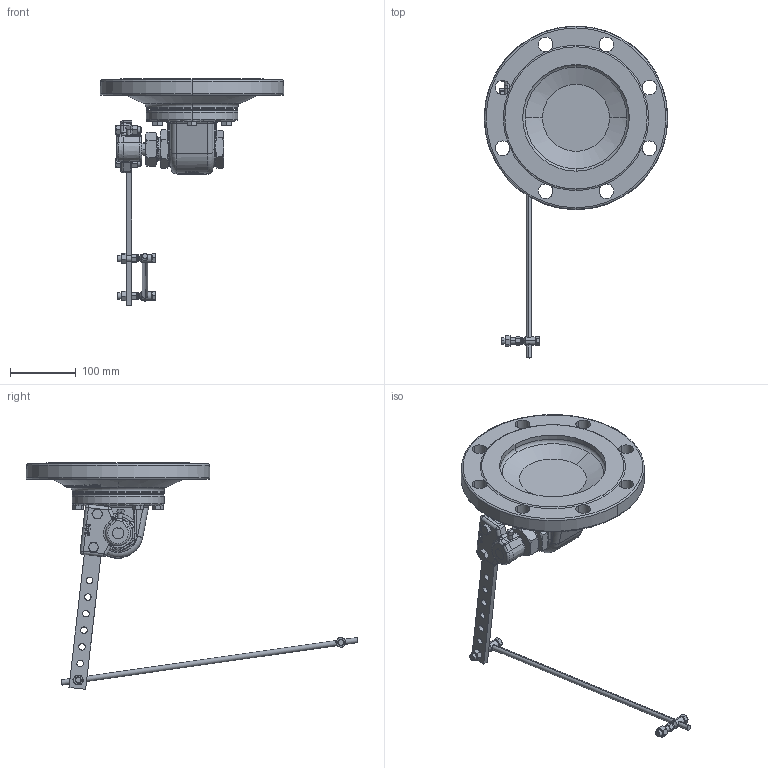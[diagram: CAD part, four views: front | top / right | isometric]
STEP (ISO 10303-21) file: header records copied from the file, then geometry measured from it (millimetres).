
FILE_DESCRIPTION (( 'STEP AP203' ), '1' );
FILE_NAME ('612 TO-D (CCA).STEP', '2014-01-17T20:17:48', ( 'PCTech' ), ( 'Microsoft' ), 'SwSTEP 2.0', 'SolidWorks 2013', '' );
FILE_SCHEMA (( 'CONFIG_CONTROL_DESIGN' ));
Products named in the file (1): 612 TO-D (CCA)
Bounding box: 279.23 x 503.97 x 344.35 mm (x, y, z)
Volume: 2395475.8 mm3; surface area: 257678 mm2
Topology: 1 solids, 1 shells, 1669 faces, 4320 edges, 2758 vertices
Faces by surface type: plane 868, bspline 284, cylinder 211, cone 207, sphere 59, torus 40
Entity records: 73200 total; most frequent: CARTESIAN_POINT 34871, ORIENTED_EDGE 8604, DIRECTION 7024, EDGE_CURVE 4302, VERTEX_POINT 2758, AXIS2_PLACEMENT_3D 2557, LINE 1910, VECTOR 1910
